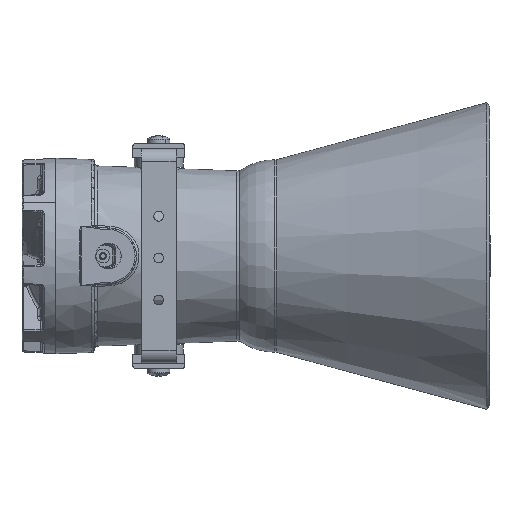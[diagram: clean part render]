
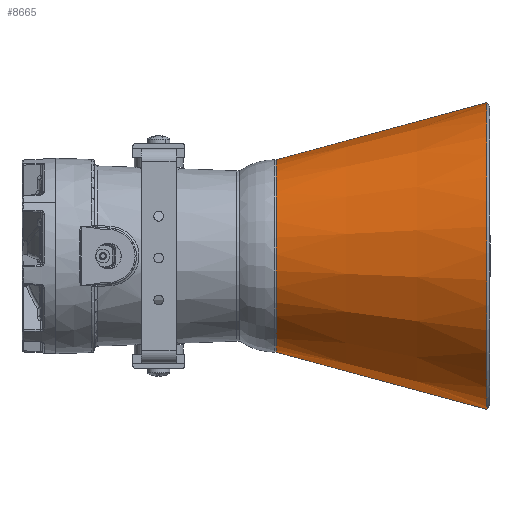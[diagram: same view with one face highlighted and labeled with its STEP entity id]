
A CAD part, front view. The second image highlights one B-rep face of the part: STEP entity #8665.
In plain terms, the highlighted conical face has half-angle 15.149 degrees and reference radius 109.781 mm.
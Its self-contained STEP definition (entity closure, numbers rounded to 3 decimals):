
#741 = ORIENTED_EDGE ( 'NONE', *, *, #28519, .F. ) ;
#3527 = CARTESIAN_POINT ( 'NONE',  ( 308.941, 0., 0. ) ) ;
#4795 = CARTESIAN_POINT ( 'NONE',  ( 158., -1.223, -68.906 ) ) ;
#6866 = VECTOR ( 'NONE', #31058, 1000. ) ;
#7391 = DIRECTION ( 'NONE',  ( 0., -0.018, -1. ) ) ;
#7523 = ORIENTED_EDGE ( 'NONE', *, *, #32533, .F. ) ;
#8665 = ADVANCED_FACE ( 'NONE', ( #15532 ), #20886, .T. ) ;
#12202 = EDGE_LOOP ( 'NONE', ( #741, #18243, #44190, #7523 ) ) ;
#12297 = CARTESIAN_POINT ( 'NONE',  ( 308.941, 1.948, 109.764 ) ) ;
#15315 = LINE ( 'NONE', #47200, #43997 ) ;
#15532 = FACE_OUTER_BOUND ( 'NONE', #12202, .T. ) ;
#18243 = ORIENTED_EDGE ( 'NONE', *, *, #31621, .T. ) ;
#19311 = DIRECTION ( 'NONE',  ( -1., 0., 0. ) ) ;
#19833 = VERTEX_POINT ( 'NONE', #44401 ) ;
#20886 = CONICAL_SURFACE ( 'NONE', #43052, 109.781, 0.264 ) ;
#22352 = AXIS2_PLACEMENT_3D ( 'NONE', #41694, #19311, #45406 ) ;
#22709 = CARTESIAN_POINT ( 'NONE',  ( 308.941, -1.948, -109.764 ) ) ;
#23471 = VERTEX_POINT ( 'NONE', #29965 ) ;
#27860 = DIRECTION ( 'NONE',  ( 0., 0.018, 1. ) ) ;
#28519 = EDGE_CURVE ( 'NONE', #39208, #19833, #45207, .T. ) ;
#28587 = DIRECTION ( 'NONE',  ( 1., 0., 0. ) ) ;
#29905 = CARTESIAN_POINT ( 'NONE',  ( 308.941, 0., 0. ) ) ;
#29965 = CARTESIAN_POINT ( 'NONE',  ( 308.941, 1.948, 109.764 ) ) ;
#29999 = DIRECTION ( 'NONE',  ( -1., 0., 0. ) ) ;
#31058 = DIRECTION ( 'NONE',  ( 0.965, 0.005, 0.261 ) ) ;
#31293 = AXIS2_PLACEMENT_3D ( 'NONE', #3527, #29999, #7391 ) ;
#31621 = EDGE_CURVE ( 'NONE', #39208, #40903, #15315, .T. ) ;
#31899 = EDGE_CURVE ( 'NONE', #40903, #23471, #46290, .T. ) ;
#32533 = EDGE_CURVE ( 'NONE', #19833, #23471, #36869, .T. ) ;
#36869 = LINE ( 'NONE', #12297, #6866 ) ;
#39208 = VERTEX_POINT ( 'NONE', #4795 ) ;
#39718 = DIRECTION ( 'NONE',  ( 0.965, -0.005, -0.261 ) ) ;
#40903 = VERTEX_POINT ( 'NONE', #22709 ) ;
#41694 = CARTESIAN_POINT ( 'NONE',  ( 158., 0., 0. ) ) ;
#43052 = AXIS2_PLACEMENT_3D ( 'NONE', #29905, #28587, #27860 ) ;
#43997 = VECTOR ( 'NONE', #39718, 1000. ) ;
#44190 = ORIENTED_EDGE ( 'NONE', *, *, #31899, .T. ) ;
#44401 = CARTESIAN_POINT ( 'NONE',  ( 158., 1.223, 68.906 ) ) ;
#45207 = CIRCLE ( 'NONE', #22352, 68.916 ) ;
#45406 = DIRECTION ( 'NONE',  ( 0., -0.018, -1. ) ) ;
#46290 = CIRCLE ( 'NONE', #31293, 109.781 ) ;
#47200 = CARTESIAN_POINT ( 'NONE',  ( 308.941, -1.948, -109.764 ) ) ;
